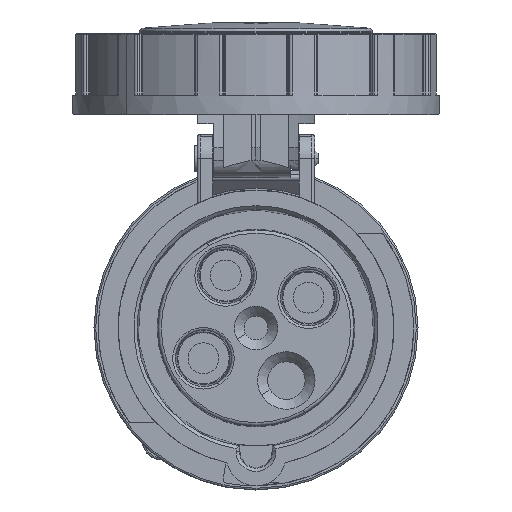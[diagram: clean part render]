
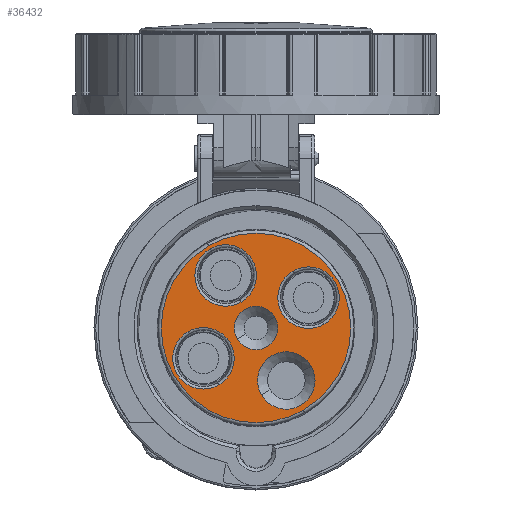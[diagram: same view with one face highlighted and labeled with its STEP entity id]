
A CAD part, front view. The second image highlights one B-rep face of the part: STEP entity #36432.
In plain terms, the highlighted planar face has unit normal (0, -1, 0).
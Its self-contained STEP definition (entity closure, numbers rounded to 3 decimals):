
#47 = DIRECTION ( 'NONE',  ( 0., -1., 0. ) ) ;
#230 = DIRECTION ( 'NONE',  ( 0.866, 0., 0.5 ) ) ;
#562 = FACE_OUTER_BOUND ( 'NONE', #11314, .T. ) ;
#646 = VERTEX_POINT ( 'NONE', #15635 ) ;
#691 = ORIENTED_EDGE ( 'NONE', *, *, #6405, .F. ) ;
#774 = DIRECTION ( 'NONE',  ( -0.866, 0., -0.5 ) ) ;
#1150 = EDGE_CURVE ( 'NONE', #23287, #8784, #24712, .T. ) ;
#1151 = CIRCLE ( 'NONE', #35103, 6.55 ) ;
#1421 = CIRCLE ( 'NONE', #17072, 6.55 ) ;
#1585 = VERTEX_POINT ( 'NONE', #8120 ) ;
#2250 = ORIENTED_EDGE ( 'NONE', *, *, #32712, .F. ) ;
#2309 = DIRECTION ( 'NONE',  ( -0.866, 0., -0.5 ) ) ;
#2772 = CARTESIAN_POINT ( 'NONE',  ( 1.634, -78.5, -20.13 ) ) ;
#2873 = CARTESIAN_POINT ( 'NONE',  ( -15.805, -78.5, -9.125 ) ) ;
#2979 = VERTEX_POINT ( 'NONE', #4792 ) ;
#4004 = AXIS2_PLACEMENT_3D ( 'NONE', #2873, #15377, #230 ) ;
#4532 = CIRCLE ( 'NONE', #5206, 9.259 ) ;
#4792 = CARTESIAN_POINT ( 'NONE',  ( -14.252, -78.5, 24.685 ) ) ;
#4806 = ORIENTED_EDGE ( 'NONE', *, *, #1150, .F. ) ;
#5206 = AXIS2_PLACEMENT_3D ( 'NONE', #15864, #18938, #31598 ) ;
#5522 = CARTESIAN_POINT ( 'NONE',  ( 5.672, -78.5, 3.275 ) ) ;
#6050 = DIRECTION ( 'NONE',  ( 0.866, 0., 0.5 ) ) ;
#6261 = CARTESIAN_POINT ( 'NONE',  ( 9.125, -78.5, -15.805 ) ) ;
#6292 = CIRCLE ( 'NONE', #29156, 8.65 ) ;
#6405 = EDGE_CURVE ( 'NONE', #34898, #1585, #6292, .T. ) ;
#6473 = DIRECTION ( 'NONE',  ( 0., -1., 0. ) ) ;
#6652 = DIRECTION ( 'NONE',  ( 0.866, 0., 0.5 ) ) ;
#7103 = FACE_BOUND ( 'NONE', #22758, .T. ) ;
#7197 = EDGE_CURVE ( 'NONE', #32306, #11334, #25721, .T. ) ;
#7263 = ORIENTED_EDGE ( 'NONE', *, *, #14243, .F. ) ;
#7413 = CARTESIAN_POINT ( 'NONE',  ( -20.434, -78.5, -1.106 ) ) ;
#7832 = CARTESIAN_POINT ( 'NONE',  ( 0., -78.5, 0. ) ) ;
#7928 = AXIS2_PLACEMENT_3D ( 'NONE', #16214, #26047, #38496 ) ;
#8018 = DIRECTION ( 'NONE',  ( -0.866, 0., -0.5 ) ) ;
#8120 = CARTESIAN_POINT ( 'NONE',  ( 16.616, -78.5, -11.48 ) ) ;
#8268 = EDGE_CURVE ( 'NONE', #1585, #34898, #35624, .T. ) ;
#8784 = VERTEX_POINT ( 'NONE', #7413 ) ;
#9027 = CARTESIAN_POINT ( 'NONE',  ( -11.175, -78.5, -17.144 ) ) ;
#10156 = CIRCLE ( 'NONE', #30972, 28.504 ) ;
#11270 = CARTESIAN_POINT ( 'NONE',  ( -4.495, -78.5, 7.786 ) ) ;
#11314 = EDGE_LOOP ( 'NONE', ( #35271, #32590 ) ) ;
#11334 = VERTEX_POINT ( 'NONE', #24951 ) ;
#11775 = ORIENTED_EDGE ( 'NONE', *, *, #20601, .F. ) ;
#11791 = EDGE_LOOP ( 'NONE', ( #35617, #38575 ) ) ;
#11876 = CARTESIAN_POINT ( 'NONE',  ( 0., -78.5, 0. ) ) ;
#12114 = AXIS2_PLACEMENT_3D ( 'NONE', #28065, #47, #32339 ) ;
#12397 = DIRECTION ( 'NONE',  ( 0., -1., 0. ) ) ;
#12654 = AXIS2_PLACEMENT_3D ( 'NONE', #28770, #38584, #28368 ) ;
#12754 = ORIENTED_EDGE ( 'NONE', *, *, #8268, .F. ) ;
#13652 = FACE_BOUND ( 'NONE', #11791, .T. ) ;
#14101 = VERTEX_POINT ( 'NONE', #14486 ) ;
#14243 = EDGE_CURVE ( 'NONE', #14101, #30851, #1151, .T. ) ;
#14486 = CARTESIAN_POINT ( 'NONE',  ( -5.672, -78.5, -3.275 ) ) ;
#15088 = EDGE_CURVE ( 'NONE', #8784, #23287, #39916, .T. ) ;
#15377 = DIRECTION ( 'NONE',  ( 0., -1., 0. ) ) ;
#15635 = CARTESIAN_POINT ( 'NONE',  ( -13.755, -78.5, 23.823 ) ) ;
#15864 = CARTESIAN_POINT ( 'NONE',  ( -9.125, -78.5, 15.805 ) ) ;
#16214 = CARTESIAN_POINT ( 'NONE',  ( 0., -78.5, 0. ) ) ;
#16310 = PLANE ( 'NONE',  #12654 ) ;
#16776 = ORIENTED_EDGE ( 'NONE', *, *, #15088, .F. ) ;
#17072 = AXIS2_PLACEMENT_3D ( 'NONE', #11876, #33565, #24358 ) ;
#17106 = DIRECTION ( 'NONE',  ( 0., -1., 0. ) ) ;
#17250 = CIRCLE ( 'NONE', #28994, 9.259 ) ;
#17703 = DIRECTION ( 'NONE',  ( 0.5, 0., -0.866 ) ) ;
#18938 = DIRECTION ( 'NONE',  ( 0., -1., 0. ) ) ;
#20296 = EDGE_LOOP ( 'NONE', ( #4806, #16776 ) ) ;
#20313 = DIRECTION ( 'NONE',  ( 0., 1., 0. ) ) ;
#20462 = EDGE_CURVE ( 'NONE', #22448, #2979, #30138, .T. ) ;
#20601 = EDGE_CURVE ( 'NONE', #30851, #14101, #1421, .T. ) ;
#21298 = AXIS2_PLACEMENT_3D ( 'NONE', #36684, #17106, #17703 ) ;
#22071 = DIRECTION ( 'NONE',  ( 0., -1., 0. ) ) ;
#22240 = FACE_BOUND ( 'NONE', #37463, .T. ) ;
#22448 = VERTEX_POINT ( 'NONE', #34548 ) ;
#22758 = EDGE_LOOP ( 'NONE', ( #2250, #24831 ) ) ;
#23287 = VERTEX_POINT ( 'NONE', #9027 ) ;
#24277 = DIRECTION ( 'NONE',  ( 0., -1., 0. ) ) ;
#24358 = DIRECTION ( 'NONE',  ( 0.866, 0., 0.5 ) ) ;
#24712 = CIRCLE ( 'NONE', #29934, 9.259 ) ;
#24831 = ORIENTED_EDGE ( 'NONE', *, *, #35191, .F. ) ;
#24951 = CARTESIAN_POINT ( 'NONE',  ( 11.175, -78.5, 17.144 ) ) ;
#25323 = CIRCLE ( 'NONE', #21298, 9.259 ) ;
#25721 = CIRCLE ( 'NONE', #26413, 9.259 ) ;
#25992 = EDGE_CURVE ( 'NONE', #2979, #22448, #10156, .T. ) ;
#26047 = DIRECTION ( 'NONE',  ( 0., 1., 0. ) ) ;
#26413 = AXIS2_PLACEMENT_3D ( 'NONE', #34545, #22071, #774 ) ;
#27185 = CARTESIAN_POINT ( 'NONE',  ( 20.434, -78.5, 1.106 ) ) ;
#28065 = CARTESIAN_POINT ( 'NONE',  ( 9.125, -78.5, -15.805 ) ) ;
#28368 = DIRECTION ( 'NONE',  ( -1., 0., 0. ) ) ;
#28578 = FACE_BOUND ( 'NONE', #20296, .T. ) ;
#28770 = CARTESIAN_POINT ( 'NONE',  ( 12.774, -78.5, 7.375 ) ) ;
#28994 = AXIS2_PLACEMENT_3D ( 'NONE', #34426, #30335, #2309 ) ;
#29156 = AXIS2_PLACEMENT_3D ( 'NONE', #6261, #6473, #6050 ) ;
#29777 = VERTEX_POINT ( 'NONE', #11270 ) ;
#29934 = AXIS2_PLACEMENT_3D ( 'NONE', #40391, #12397, #6652 ) ;
#30138 = CIRCLE ( 'NONE', #7928, 28.504 ) ;
#30335 = DIRECTION ( 'NONE',  ( 0., -1., 0. ) ) ;
#30606 = CARTESIAN_POINT ( 'NONE',  ( 0., -78.5, 0. ) ) ;
#30851 = VERTEX_POINT ( 'NONE', #5522 ) ;
#30972 = AXIS2_PLACEMENT_3D ( 'NONE', #7832, #20313, #8018 ) ;
#31598 = DIRECTION ( 'NONE',  ( 0.5, 0., -0.866 ) ) ;
#32306 = VERTEX_POINT ( 'NONE', #27185 ) ;
#32339 = DIRECTION ( 'NONE',  ( 0.866, 0., 0.5 ) ) ;
#32464 = FACE_BOUND ( 'NONE', #37372, .T. ) ;
#32590 = ORIENTED_EDGE ( 'NONE', *, *, #25992, .F. ) ;
#32712 = EDGE_CURVE ( 'NONE', #29777, #646, #4532, .T. ) ;
#33476 = DIRECTION ( 'NONE',  ( 0.866, 0., 0.5 ) ) ;
#33565 = DIRECTION ( 'NONE',  ( 0., -1., 0. ) ) ;
#34426 = CARTESIAN_POINT ( 'NONE',  ( 15.805, -78.5, 9.125 ) ) ;
#34545 = CARTESIAN_POINT ( 'NONE',  ( 15.805, -78.5, 9.125 ) ) ;
#34548 = CARTESIAN_POINT ( 'NONE',  ( 14.252, -78.5, -24.685 ) ) ;
#34898 = VERTEX_POINT ( 'NONE', #2772 ) ;
#35103 = AXIS2_PLACEMENT_3D ( 'NONE', #30606, #24277, #33476 ) ;
#35191 = EDGE_CURVE ( 'NONE', #646, #29777, #25323, .T. ) ;
#35271 = ORIENTED_EDGE ( 'NONE', *, *, #20462, .F. ) ;
#35617 = ORIENTED_EDGE ( 'NONE', *, *, #7197, .F. ) ;
#35624 = CIRCLE ( 'NONE', #12114, 8.65 ) ;
#36432 = ADVANCED_FACE ( 'NONE', ( #13652, #28578, #22240, #7103, #32464, #562 ), #16310, .T. ) ;
#36684 = CARTESIAN_POINT ( 'NONE',  ( -9.125, -78.5, 15.805 ) ) ;
#37372 = EDGE_LOOP ( 'NONE', ( #11775, #7263 ) ) ;
#37463 = EDGE_LOOP ( 'NONE', ( #12754, #691 ) ) ;
#38209 = EDGE_CURVE ( 'NONE', #11334, #32306, #17250, .T. ) ;
#38496 = DIRECTION ( 'NONE',  ( -0.866, 0., -0.5 ) ) ;
#38575 = ORIENTED_EDGE ( 'NONE', *, *, #38209, .F. ) ;
#38584 = DIRECTION ( 'NONE',  ( 0., -1., 0. ) ) ;
#39916 = CIRCLE ( 'NONE', #4004, 9.259 ) ;
#40391 = CARTESIAN_POINT ( 'NONE',  ( -15.805, -78.5, -9.125 ) ) ;
